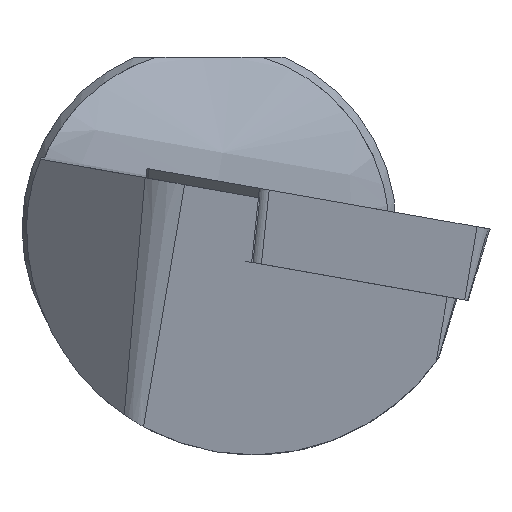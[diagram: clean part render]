
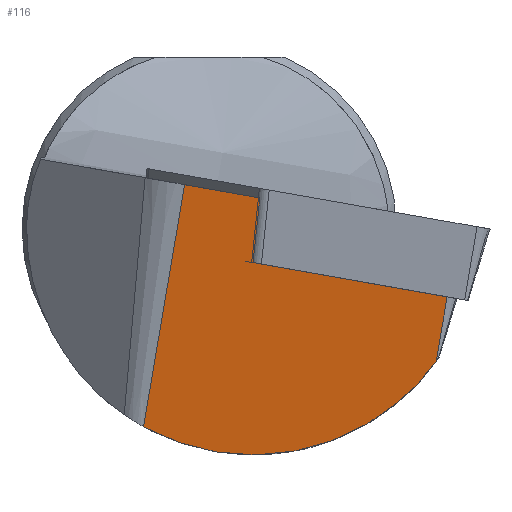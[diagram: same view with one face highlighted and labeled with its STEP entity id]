
A CAD part, left-side view. The second image highlights one B-rep face of the part: STEP entity #116.
In plain terms, the highlighted planar face has unit normal (-0.991, 0.071, -0.111).
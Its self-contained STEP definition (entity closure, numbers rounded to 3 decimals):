
#116=ADVANCED_FACE('',(#171),#153,.T.);
#153=PLANE('',#690);
#171=FACE_OUTER_BOUND('',#207,.T.);
#207=EDGE_LOOP('',(#254,#255,#256,#257,#258,#259));
#245=ELLIPSE('',#689,7.314,7.25);
#254=ORIENTED_EDGE('',*,*,#507,.F.);
#255=ORIENTED_EDGE('',*,*,#508,.F.);
#256=ORIENTED_EDGE('',*,*,#509,.T.);
#257=ORIENTED_EDGE('',*,*,#510,.T.);
#258=ORIENTED_EDGE('',*,*,#511,.F.);
#259=ORIENTED_EDGE('',*,*,#512,.F.);
#444=VERTEX_POINT('',#928);
#445=VERTEX_POINT('',#929);
#446=VERTEX_POINT('',#931);
#447=VERTEX_POINT('',#933);
#448=VERTEX_POINT('',#935);
#449=VERTEX_POINT('',#937);
#507=EDGE_CURVE('',#444,#445,#602,.T.);
#508=EDGE_CURVE('',#446,#444,#603,.T.);
#509=EDGE_CURVE('',#446,#447,#604,.T.);
#510=EDGE_CURVE('',#447,#448,#245,.T.);
#511=EDGE_CURVE('',#449,#448,#605,.T.);
#512=EDGE_CURVE('',#445,#449,#606,.T.);
#602=LINE('',#927,#645);
#603=LINE('',#930,#646);
#604=LINE('',#932,#647);
#605=LINE('',#936,#648);
#606=LINE('',#938,#649);
#645=VECTOR('',#755,1.);
#646=VECTOR('',#756,1.);
#647=VECTOR('',#757,1.);
#648=VECTOR('',#760,1.);
#649=VECTOR('',#761,1.);
#689=AXIS2_PLACEMENT_3D('',#934,#758,#759);
#690=AXIS2_PLACEMENT_3D('',#939,#762,#763);
#755=DIRECTION('',(0.118,0.104,-0.988));
#756=DIRECTION('',(-0.052,-0.983,-0.173));
#757=DIRECTION('',(0.122,0.166,-0.979));
#758=DIRECTION('',(-0.991,0.072,-0.111));
#759=DIRECTION('',(0.132,0.537,-0.833));
#760=DIRECTION('',(0.122,0.166,-0.979));
#761=DIRECTION('',(-0.052,-0.983,-0.173));
#762=DIRECTION('',(-0.991,0.072,-0.111));
#763=DIRECTION('',(-0.111,0.,0.994));
#927=CARTESIAN_POINT('',(0.512,-1.61,0.881));
#928=CARTESIAN_POINT('',(0.499,-1.621,0.986));
#929=CARTESIAN_POINT('',(0.747,-1.403,-1.087));
#930=CARTESIAN_POINT('',(0.166,-7.972,-0.133));
#931=CARTESIAN_POINT('',(0.625,0.787,1.411));
#932=CARTESIAN_POINT('',(0.588,0.737,1.707));
#933=CARTESIAN_POINT('',(1.59,2.104,-6.347));
#934=CARTESIAN_POINT('',(0.625,-1.4,0.));
#935=CARTESIAN_POINT('',(0.678,-7.273,-4.251));
#936=CARTESIAN_POINT('',(0.129,-8.023,0.162));
#937=CARTESIAN_POINT('',(0.421,-7.624,-2.184));
#938=CARTESIAN_POINT('',(0.421,-7.624,-2.184));
#939=CARTESIAN_POINT('',(0.129,-8.023,0.162));
